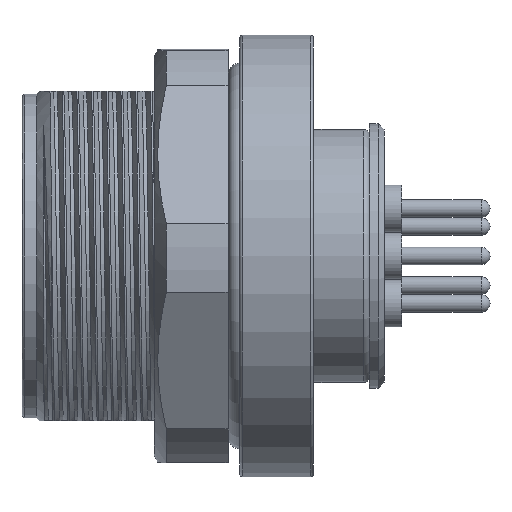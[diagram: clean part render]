
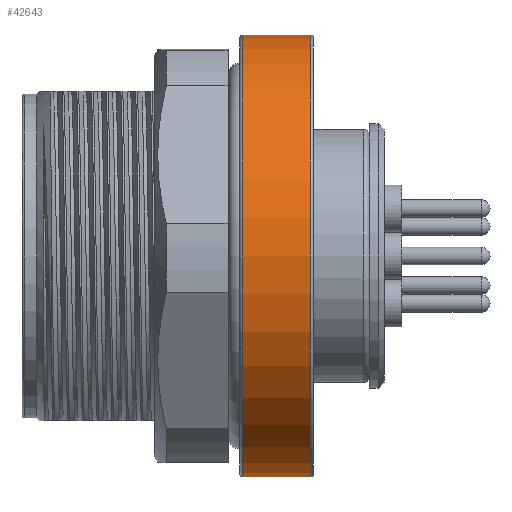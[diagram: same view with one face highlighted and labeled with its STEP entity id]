
A CAD part, front view. The second image highlights one B-rep face of the part: STEP entity #42643.
In plain terms, the highlighted cylindrical face has radius 7.5 mm (diameter 15 mm), a partial arc.
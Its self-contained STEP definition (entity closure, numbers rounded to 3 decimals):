
#1048 = EDGE_LOOP ( 'NONE', ( #9511, #33538, #8263, #51462 ) ) ;
#1492 = AXIS2_PLACEMENT_3D ( 'NONE', #5953, #35213, #10138 ) ;
#3669 = VERTEX_POINT ( 'NONE', #25329 ) ;
#4075 = EDGE_CURVE ( 'NONE', #9786, #3669, #6687, .T. ) ;
#4759 = CIRCLE ( 'NONE', #25847, 7.5 ) ;
#5668 = FACE_OUTER_BOUND ( 'NONE', #1048, .T. ) ;
#5953 = CARTESIAN_POINT ( 'NONE',  ( 9., 0., 0. ) ) ;
#6687 = CIRCLE ( 'NONE', #1492, 7.5 ) ;
#8010 = CARTESIAN_POINT ( 'NONE',  ( 6.7, 0., 7.5 ) ) ;
#8263 = ORIENTED_EDGE ( 'NONE', *, *, #48869, .T. ) ;
#9511 = ORIENTED_EDGE ( 'NONE', *, *, #37406, .F. ) ;
#9786 = VERTEX_POINT ( 'NONE', #24692 ) ;
#10138 = DIRECTION ( 'NONE',  ( 0., 0., -1. ) ) ;
#14302 = DIRECTION ( 'NONE',  ( 1., 0., 0. ) ) ;
#14852 = EDGE_CURVE ( 'NONE', #42248, #51233, #4759, .T. ) ;
#16971 = VECTOR ( 'NONE', #40457, 1000. ) ;
#19373 = CARTESIAN_POINT ( 'NONE',  ( -16.027, 0., 7.5 ) ) ;
#22975 = DIRECTION ( 'NONE',  ( 1., 0., 0. ) ) ;
#24692 = CARTESIAN_POINT ( 'NONE',  ( 9., 0., -7.5 ) ) ;
#25265 = CYLINDRICAL_SURFACE ( 'NONE', #54036, 7.5 ) ;
#25329 = CARTESIAN_POINT ( 'NONE',  ( 9., 0., 7.5 ) ) ;
#25847 = AXIS2_PLACEMENT_3D ( 'NONE', #39424, #14302, #43603 ) ;
#26950 = CARTESIAN_POINT ( 'NONE',  ( -16.027, 0., 0. ) ) ;
#28091 = LINE ( 'NONE', #19373, #16971 ) ;
#31187 = DIRECTION ( 'NONE',  ( 0., 0., -1. ) ) ;
#31405 = CARTESIAN_POINT ( 'NONE',  ( -16.027, 0., -7.5 ) ) ;
#33538 = ORIENTED_EDGE ( 'NONE', *, *, #14852, .T. ) ;
#33815 = CARTESIAN_POINT ( 'NONE',  ( 6.7, 0., -7.5 ) ) ;
#35213 = DIRECTION ( 'NONE',  ( -1., 0., 0. ) ) ;
#37406 = EDGE_CURVE ( 'NONE', #42248, #3669, #28091, .T. ) ;
#37793 = LINE ( 'NONE', #31405, #47557 ) ;
#39424 = CARTESIAN_POINT ( 'NONE',  ( 6.7, 0., 0. ) ) ;
#40457 = DIRECTION ( 'NONE',  ( 1., 0., 0. ) ) ;
#42248 = VERTEX_POINT ( 'NONE', #8010 ) ;
#42643 = ADVANCED_FACE ( 'NONE', ( #5668 ), #25265, .T. ) ;
#43603 = DIRECTION ( 'NONE',  ( 0., 0., 1. ) ) ;
#47557 = VECTOR ( 'NONE', #22975, 1000. ) ;
#48010 = DIRECTION ( 'NONE',  ( 1., 0., 0. ) ) ;
#48869 = EDGE_CURVE ( 'NONE', #51233, #9786, #37793, .T. ) ;
#51233 = VERTEX_POINT ( 'NONE', #33815 ) ;
#51462 = ORIENTED_EDGE ( 'NONE', *, *, #4075, .T. ) ;
#54036 = AXIS2_PLACEMENT_3D ( 'NONE', #26950, #48010, #31187 ) ;
